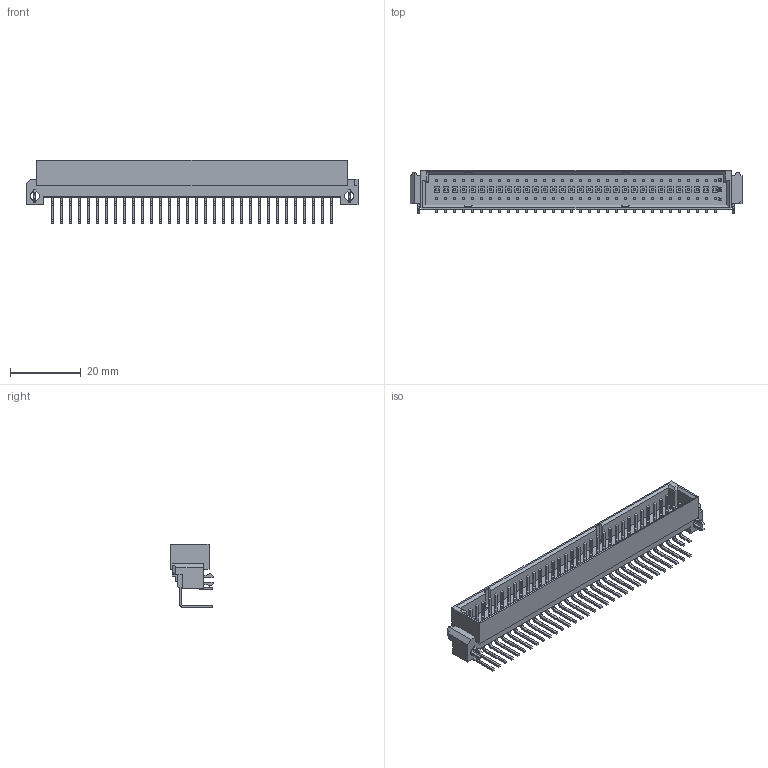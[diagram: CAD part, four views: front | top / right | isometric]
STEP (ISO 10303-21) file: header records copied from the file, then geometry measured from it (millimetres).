
FILE_DESCRIPTION((''),'2;1');
FILE_NAME('C-5536356-5','2012-01-27T',('workeradm'),('Tyco Electronics Ltd.'),'PRO/ENGINEER BY PARAMETRIC TECHNOLOGY CORPORATION, 2010430','PRO/ENGINEER BY PARAMETRIC TECHNOLOGY CORPORATION, 2010430','');
FILE_SCHEMA(('AUTOMOTIVE_DESIGN { 1 0 10303 214 1 1 1 1 }'));
Length unit declared in the file: millimetre
Products named in the file (1): C-5536356-5
Bounding box: 93.85 x 12.37 x 18.02 mm (x, y, z)
Volume: 5215.8 mm3; surface area: 8382.1 mm2
Topology: 1 solids, 1 shells, 1652 faces, 4238 edges, 2818 vertices
Faces by surface type: plane 1494, cylinder 158
Entity records: 49627 total; most frequent: CARTESIAN_POINT 8790, ORIENTED_EDGE 8476, DIRECTION 7826, EDGE_CURVE 4238, VECTOR 3922, LINE 3922, VERTEX_POINT 2818, AXIS2_PLACEMENT_3D 1952
